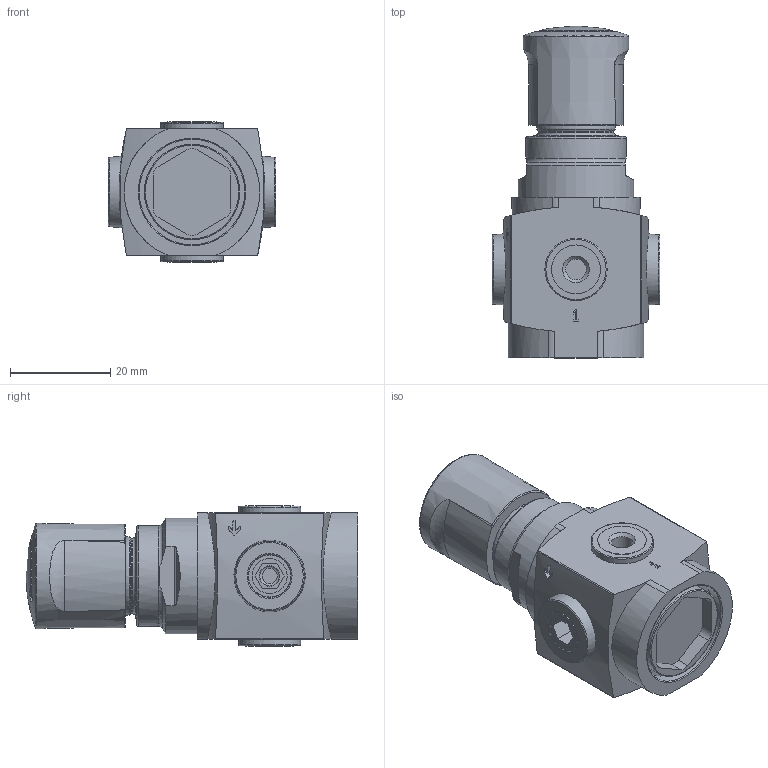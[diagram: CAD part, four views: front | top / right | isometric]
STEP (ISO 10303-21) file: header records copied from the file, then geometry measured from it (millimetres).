
FILE_DESCRIPTION(/* description */ ('STEP AP214'),/* implementation_level */ '2;1');
FILE_NAME(/* name */ '8167260_MS2-LR-M5-D6-A8-F1A-B',/* time_stamp */ '2024-08-29T03:46:05+02:00',/* author */ ('License CC BY-ND 4.0'),/* organization */ ('CADENAS'),/* preprocessor_version */ 'ST-DEVELOPER v19.3',/* originating_system */ 'PARTsolutions',/* authorisation */ ' ');
FILE_SCHEMA (('AUTOMOTIVE_DESIGN {1 0 10303 214 3 1 1}'));
Length unit declared in the file: millimetre
Products named in the file (3): 8167260 MS2-LR-M5-D6-A8-F1A-B---(high); 8078093 MS2-LR-1---(mechanical high)p; 8095766 MS2-G18S---(high)
Assembly tree (2 placements, depth 2):
  8167260 MS2-LR-M5-D6-A8-F1A-B---(high)
    8078093 MS2-LR-1---(mechanical high)p
    8095766 MS2-G18S---(high)
Bounding box: 33.4 x 66.1 x 28 mm (x, y, z)
Volume: 31386.3 mm3; surface area: 8969.7 mm2
Topology: 2 solids, 2 shells, 238 faces, 582 edges, 379 vertices
Faces by surface type: plane 119, cylinder 75, torus 30, cone 13, sphere 1
Full cylindrical faces by diameter (mm): 4.134 x2, 6.2 x2, 7 x1, 7.2 x1, 7.4 x1, 7.8 x2, 8.25 x1, 8.4 x1, 8.566 x2, 9.72 x2, 9.728 x1, 12.4 x2, 15.1 x1, 19 x1, 20 x1, 21 x1, 23 x1
Entity records: 8496 total; most frequent: CARTESIAN_POINT 1440, DIRECTION 1116, ORIENTED_EDGE 1022, EDGE_CURVE 511, AXIS2_PLACEMENT_3D 435, VERTEX_POINT 367, EDGE_LOOP 326, FACE_BOUND 326
